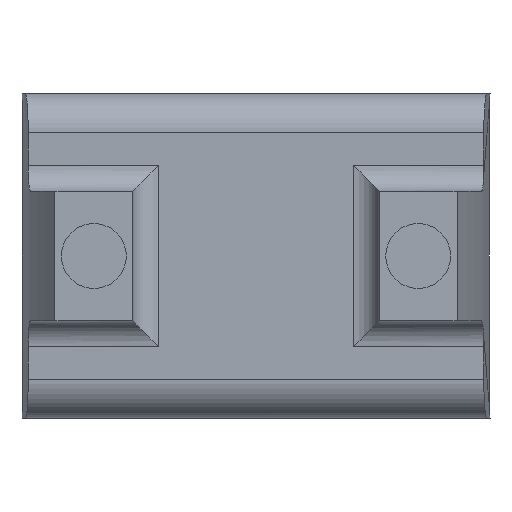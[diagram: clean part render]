
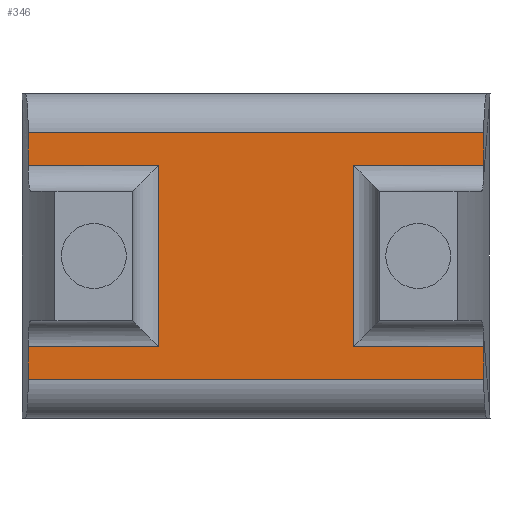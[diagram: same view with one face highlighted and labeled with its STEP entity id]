
A CAD part, front view. The second image highlights one B-rep face of the part: STEP entity #346.
In plain terms, the highlighted planar face has unit normal (0, -1, 0).
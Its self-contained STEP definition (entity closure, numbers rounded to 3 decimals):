
#10 = VERTEX_POINT ( 'NONE', #1519 ) ;
#11 = EDGE_CURVE ( 'NONE', #783, #693, #973, .T. ) ;
#31 = VECTOR ( 'NONE', #341, 1000. ) ;
#50 = VECTOR ( 'NONE', #1153, 1000. ) ;
#96 = VERTEX_POINT ( 'NONE', #1322 ) ;
#108 = LINE ( 'NONE', #867, #50 ) ;
#123 = DIRECTION ( 'NONE',  ( 0., 1., 0. ) ) ;
#180 = VERTEX_POINT ( 'NONE', #1452 ) ;
#226 = LINE ( 'NONE', #1108, #664 ) ;
#230 = VERTEX_POINT ( 'NONE', #443 ) ;
#242 = CARTESIAN_POINT ( 'NONE',  ( -1.756, -1.5, -0.7 ) ) ;
#246 = VECTOR ( 'NONE', #1141, 1000. ) ;
#252 = CARTESIAN_POINT ( 'NONE',  ( 0.95, -1.5, 1.25 ) ) ;
#254 = ORIENTED_EDGE ( 'NONE', *, *, #904, .T. ) ;
#260 = EDGE_CURVE ( 'NONE', #96, #230, #714, .T. ) ;
#284 = VECTOR ( 'NONE', #576, 1000. ) ;
#295 = EDGE_CURVE ( 'NONE', #820, #1625, #710, .T. ) ;
#307 = DIRECTION ( 'NONE',  ( 1., 0., 0. ) ) ;
#310 = EDGE_CURVE ( 'NONE', #180, #1267, #226, .T. ) ;
#316 = VECTOR ( 'NONE', #1630, 1000. ) ;
#332 = LINE ( 'NONE', #1024, #376 ) ;
#340 = DIRECTION ( 'NONE',  ( 0., 0., 1. ) ) ;
#341 = DIRECTION ( 'NONE',  ( -1., 0., 0. ) ) ;
#346 = ADVANCED_FACE ( 'NONE', ( #1181 ), #1232, .F. ) ;
#363 = ORIENTED_EDGE ( 'NONE', *, *, #11, .T. ) ;
#376 = VECTOR ( 'NONE', #405, 1000. ) ;
#388 = VERTEX_POINT ( 'NONE', #242 ) ;
#405 = DIRECTION ( 'NONE',  ( 0., 0., 1. ) ) ;
#443 = CARTESIAN_POINT ( 'NONE',  ( -0.75, -1.5, -0.7 ) ) ;
#490 = LINE ( 'NONE', #1327, #728 ) ;
#509 = LINE ( 'NONE', #997, #621 ) ;
#530 = DIRECTION ( 'NONE',  ( -1., 0., 0. ) ) ;
#544 = ORIENTED_EDGE ( 'NONE', *, *, #260, .T. ) ;
#576 = DIRECTION ( 'NONE',  ( 1., 0., 0. ) ) ;
#588 = CARTESIAN_POINT ( 'NONE',  ( 1.756, -1.5, 0.7 ) ) ;
#596 = CARTESIAN_POINT ( 'NONE',  ( 1.756, -1.5, -0.7 ) ) ;
#603 = EDGE_CURVE ( 'NONE', #180, #96, #933, .T. ) ;
#621 = VECTOR ( 'NONE', #879, 1000. ) ;
#634 = ORIENTED_EDGE ( 'NONE', *, *, #990, .T. ) ;
#664 = VECTOR ( 'NONE', #340, 1000. ) ;
#693 = VERTEX_POINT ( 'NONE', #1228 ) ;
#710 = LINE ( 'NONE', #1251, #284 ) ;
#714 = LINE ( 'NONE', #995, #316 ) ;
#719 = ORIENTED_EDGE ( 'NONE', *, *, #1133, .T. ) ;
#728 = VECTOR ( 'NONE', #530, 1000. ) ;
#781 = EDGE_LOOP ( 'NONE', ( #544, #254, #889, #719, #1271, #363, #634, #1346, #1158, #1305, #1663, #939 ) ) ;
#783 = VERTEX_POINT ( 'NONE', #596 ) ;
#785 = CARTESIAN_POINT ( 'NONE',  ( -1.756, -1.5, 0.95 ) ) ;
#820 = VERTEX_POINT ( 'NONE', #1242 ) ;
#867 = CARTESIAN_POINT ( 'NONE',  ( -1.756, -1.5, 1.25 ) ) ;
#874 = LINE ( 'NONE', #1270, #1255 ) ;
#879 = DIRECTION ( 'NONE',  ( 0., 0., -1. ) ) ;
#881 = EDGE_CURVE ( 'NONE', #1037, #1625, #509, .T. ) ;
#885 = VERTEX_POINT ( 'NONE', #1378 ) ;
#889 = ORIENTED_EDGE ( 'NONE', *, *, #952, .T. ) ;
#903 = CARTESIAN_POINT ( 'NONE',  ( 1.756, -1.5, -0.95 ) ) ;
#904 = EDGE_CURVE ( 'NONE', #230, #388, #874, .T. ) ;
#933 = LINE ( 'NONE', #1238, #971 ) ;
#939 = ORIENTED_EDGE ( 'NONE', *, *, #603, .T. ) ;
#951 = LINE ( 'NONE', #903, #1049 ) ;
#952 = EDGE_CURVE ( 'NONE', #388, #885, #108, .T. ) ;
#971 = VECTOR ( 'NONE', #307, 1000. ) ;
#973 = LINE ( 'NONE', #1159, #31 ) ;
#990 = EDGE_CURVE ( 'NONE', #693, #820, #332, .T. ) ;
#995 = CARTESIAN_POINT ( 'NONE',  ( -0.75, -1.5, -0.5 ) ) ;
#997 = CARTESIAN_POINT ( 'NONE',  ( 1.756, -1.5, 1.25 ) ) ;
#1006 = CARTESIAN_POINT ( 'NONE',  ( 1.756, -1.5, 1.25 ) ) ;
#1009 = LINE ( 'NONE', #1006, #246 ) ;
#1024 = CARTESIAN_POINT ( 'NONE',  ( 0.75, -1.5, 0.5 ) ) ;
#1037 = VERTEX_POINT ( 'NONE', #1370 ) ;
#1049 = VECTOR ( 'NONE', #1291, 1000. ) ;
#1100 = EDGE_CURVE ( 'NONE', #10, #783, #1009, .T. ) ;
#1108 = CARTESIAN_POINT ( 'NONE',  ( -1.756, -1.5, 1.25 ) ) ;
#1133 = EDGE_CURVE ( 'NONE', #885, #10, #951, .T. ) ;
#1135 = DIRECTION ( 'NONE',  ( 0., 0., 1. ) ) ;
#1141 = DIRECTION ( 'NONE',  ( 0., 0., 1. ) ) ;
#1143 = DIRECTION ( 'NONE',  ( -1., 0., 0. ) ) ;
#1153 = DIRECTION ( 'NONE',  ( 0., 0., -1. ) ) ;
#1158 = ORIENTED_EDGE ( 'NONE', *, *, #881, .F. ) ;
#1159 = CARTESIAN_POINT ( 'NONE',  ( 0.95, -1.5, -0.7 ) ) ;
#1181 = FACE_OUTER_BOUND ( 'NONE', #781, .T. ) ;
#1228 = CARTESIAN_POINT ( 'NONE',  ( 0.75, -1.5, -0.7 ) ) ;
#1232 = PLANE ( 'NONE',  #1608 ) ;
#1238 = CARTESIAN_POINT ( 'NONE',  ( -0.95, -1.5, 0.7 ) ) ;
#1242 = CARTESIAN_POINT ( 'NONE',  ( 0.75, -1.5, 0.7 ) ) ;
#1251 = CARTESIAN_POINT ( 'NONE',  ( 0.95, -1.5, 0.7 ) ) ;
#1255 = VECTOR ( 'NONE', #1143, 1000. ) ;
#1267 = VERTEX_POINT ( 'NONE', #785 ) ;
#1270 = CARTESIAN_POINT ( 'NONE',  ( -1.756, -1.5, -0.7 ) ) ;
#1271 = ORIENTED_EDGE ( 'NONE', *, *, #1100, .T. ) ;
#1291 = DIRECTION ( 'NONE',  ( 1., 0., 0. ) ) ;
#1305 = ORIENTED_EDGE ( 'NONE', *, *, #1373, .T. ) ;
#1322 = CARTESIAN_POINT ( 'NONE',  ( -0.75, -1.5, 0.7 ) ) ;
#1327 = CARTESIAN_POINT ( 'NONE',  ( 0.95, -1.5, 0.95 ) ) ;
#1346 = ORIENTED_EDGE ( 'NONE', *, *, #295, .T. ) ;
#1370 = CARTESIAN_POINT ( 'NONE',  ( 1.756, -1.5, 0.95 ) ) ;
#1373 = EDGE_CURVE ( 'NONE', #1037, #1267, #490, .T. ) ;
#1378 = CARTESIAN_POINT ( 'NONE',  ( -1.756, -1.5, -0.95 ) ) ;
#1452 = CARTESIAN_POINT ( 'NONE',  ( -1.756, -1.5, 0.7 ) ) ;
#1519 = CARTESIAN_POINT ( 'NONE',  ( 1.756, -1.5, -0.95 ) ) ;
#1608 = AXIS2_PLACEMENT_3D ( 'NONE', #252, #123, #1135 ) ;
#1625 = VERTEX_POINT ( 'NONE', #588 ) ;
#1630 = DIRECTION ( 'NONE',  ( 0., 0., -1. ) ) ;
#1663 = ORIENTED_EDGE ( 'NONE', *, *, #310, .F. ) ;
